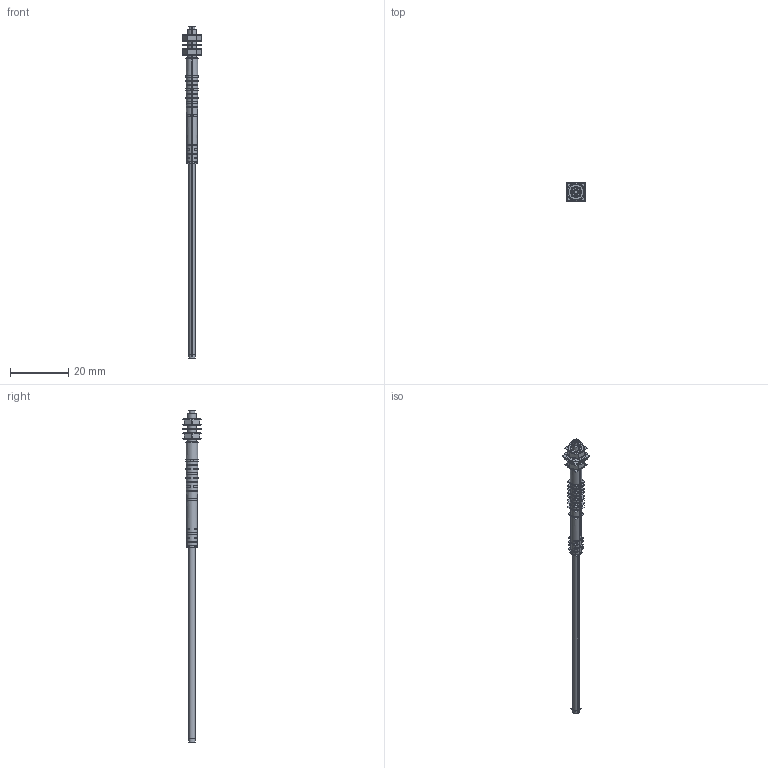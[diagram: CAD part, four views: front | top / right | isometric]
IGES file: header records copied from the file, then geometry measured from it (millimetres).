
Start section:  PTC IGES file: 178354.igs
Global section: file name: 178354.igs; native system: Creo Parametric by PTC Inc.; preprocessor: 2016260; author: pdmadmin; organization: Unknown; date: 20171024.075520; units: millimetre
Bounding box: 6.66 x 6.66 x 114.46 mm (x, y, z)
Volume: 345.6 mm3; surface area: 19772.5 mm2
Topology: 4 solids, 22 shells, 550 faces, 3962 edges, 5804 vertices
Faces by surface type: revolution 366, bspline 184
